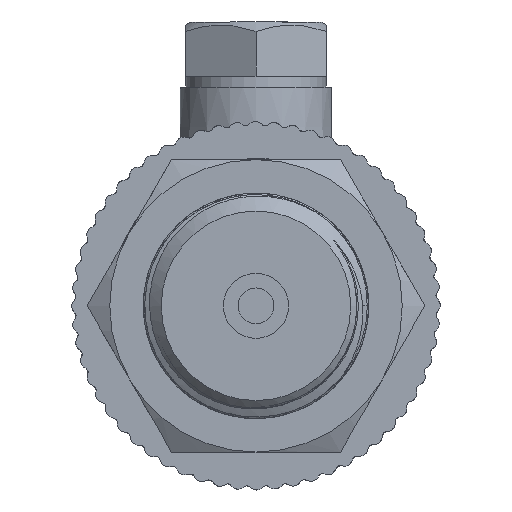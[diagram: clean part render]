
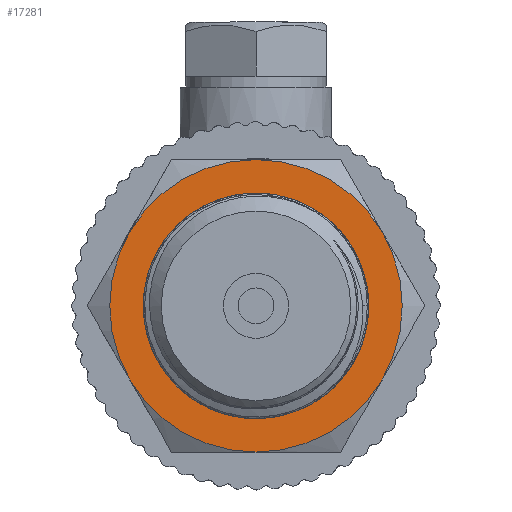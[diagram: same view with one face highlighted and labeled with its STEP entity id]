
A CAD part, left-side view. The second image highlights one B-rep face of the part: STEP entity #17281.
In plain terms, the highlighted planar face has unit normal (-1, 0, 0).
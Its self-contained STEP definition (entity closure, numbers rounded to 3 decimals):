
#143=PLANE('',#18204);
#775=FACE_BOUND('',#2189,.T.);
#1183=FACE_OUTER_BOUND('',#2188,.T.);
#2188=EDGE_LOOP('',(#13037));
#2189=EDGE_LOOP('',(#13038));
#2971=CIRCLE('',#18194,10.);
#2973=CIRCLE('',#18202,13.5);
#7237=VERTEX_POINT('',#38858);
#7238=VERTEX_POINT('',#40712);
#9367=EDGE_CURVE('',#7237,#7237,#2971,.T.);
#9375=EDGE_CURVE('',#7238,#7238,#2973,.T.);
#13037=ORIENTED_EDGE('',*,*,#9375,.F.);
#13038=ORIENTED_EDGE('',*,*,#9367,.T.);
#17281=ADVANCED_FACE('',(#1183,#775),#143,.T.);
#18194=AXIS2_PLACEMENT_3D('',#38859,#19901,#19902);
#18202=AXIS2_PLACEMENT_3D('',#40714,#19920,#19921);
#18204=AXIS2_PLACEMENT_3D('',#40716,#19924,#19925);
#19901=DIRECTION('center_axis',(1.,0.,0.));
#19902=DIRECTION('ref_axis',(0.,0.,-1.));
#19920=DIRECTION('center_axis',(1.,0.,0.));
#19921=DIRECTION('ref_axis',(0.,0.,-1.));
#19924=DIRECTION('center_axis',(-1.,0.,0.));
#19925=DIRECTION('ref_axis',(0.,0.,1.));
#38858=CARTESIAN_POINT('',(-47.,0.,10.));
#38859=CARTESIAN_POINT('Origin',(-47.,0.,0.));
#40712=CARTESIAN_POINT('',(-47.,-13.5,0.));
#40714=CARTESIAN_POINT('Origin',(-47.,0.,0.));
#40716=CARTESIAN_POINT('Origin',(-47.,13.5,0.));
